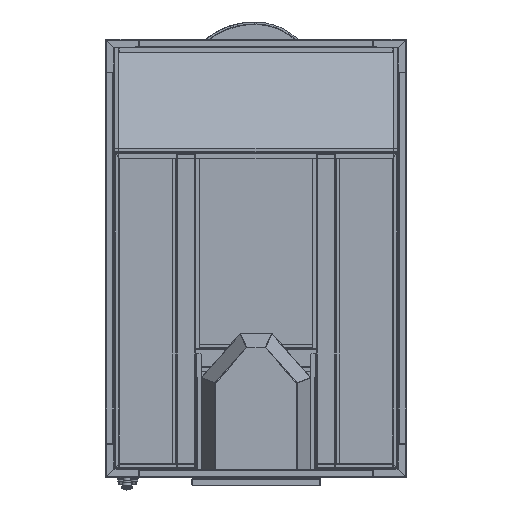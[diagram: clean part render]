
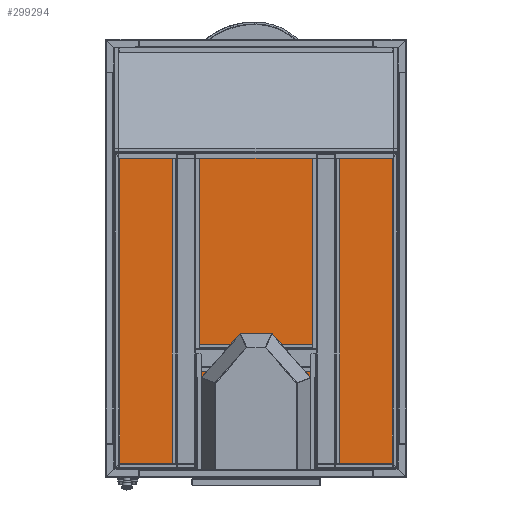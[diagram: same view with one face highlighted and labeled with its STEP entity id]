
A CAD part, front view. The second image highlights one B-rep face of the part: STEP entity #299294.
In plain terms, the highlighted free-form (B-spline) face has degree [1, 1] with [2, 2] control points.
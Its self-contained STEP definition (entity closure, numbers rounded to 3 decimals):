
#297009 = VERTEX_POINT('',#297010);
#297010 = CARTESIAN_POINT('',(-114.977,127.685,
    160.832));
#297017 = EDGE_CURVE('',#297018,#297009,#297020,.T.);
#297018 = VERTEX_POINT('',#297019);
#297019 = CARTESIAN_POINT('',(-151.286,127.685,
    197.141));
#297020 = ( BOUNDED_CURVE() B_SPLINE_CURVE(2,(#297021,#297022,#297023),
.UNSPECIFIED.,.F.,.F.) B_SPLINE_CURVE_WITH_KNOTS((3,3),(5.498,
7.069),.PIECEWISE_BEZIER_KNOTS.) CURVE() 
GEOMETRIC_REPRESENTATION_ITEM() RATIONAL_B_SPLINE_CURVE((1.,
0.707,1.)) REPRESENTATION_ITEM('') );
#297021 = CARTESIAN_POINT('',(-151.286,127.685,
    197.141));
#297022 = CARTESIAN_POINT('',(-151.286,127.685,
    160.832));
#297023 = CARTESIAN_POINT('',(-114.977,127.685,
    160.832));
#297057 = VERTEX_POINT('',#297058);
#297058 = CARTESIAN_POINT('',(-151.286,127.685,
    306.067));
#297063 = EDGE_CURVE('',#297018,#297057,#297064,.T.);
#297064 = B_SPLINE_CURVE_WITH_KNOTS('',1,(#297065,#297066),
  .UNSPECIFIED.,.F.,.F.,(2,2),(-283.75,-193.75),
  .PIECEWISE_BEZIER_KNOTS.);
#297065 = CARTESIAN_POINT('',(-151.286,127.685,
    197.141));
#297066 = CARTESIAN_POINT('',(-151.286,127.685,
    306.067));
#297077 = VERTEX_POINT('',#297078);
#297078 = CARTESIAN_POINT('',(151.286,127.685,
    197.141));
#297085 = EDGE_CURVE('',#297086,#297077,#297088,.T.);
#297086 = VERTEX_POINT('',#297087);
#297087 = CARTESIAN_POINT('',(114.977,127.685,
    160.832));
#297088 = ( BOUNDED_CURVE() B_SPLINE_CURVE(2,(#297089,#297090,#297091),
.UNSPECIFIED.,.F.,.F.) B_SPLINE_CURVE_WITH_KNOTS((3,3),(5.498,
7.069),.PIECEWISE_BEZIER_KNOTS.) CURVE() 
GEOMETRIC_REPRESENTATION_ITEM() RATIONAL_B_SPLINE_CURVE((1.,
0.707,1.)) REPRESENTATION_ITEM('') );
#297089 = CARTESIAN_POINT('',(114.977,127.685,
    160.832));
#297090 = CARTESIAN_POINT('',(151.286,127.685,
    160.832));
#297091 = CARTESIAN_POINT('',(151.286,127.685,
    197.141));
#297117 = EDGE_CURVE('',#297086,#297009,#297118,.T.);
#297118 = B_SPLINE_CURVE_WITH_KNOTS('',1,(#297119,#297120),
  .UNSPECIFIED.,.F.,.F.,(2,2),(-157.5,32.5),.PIECEWISE_BEZIER_KNOTS.);
#297119 = CARTESIAN_POINT('',(114.977,127.685,
    160.832));
#297120 = CARTESIAN_POINT('',(-114.977,127.685,
    160.832));
#297137 = VERTEX_POINT('',#297138);
#297138 = CARTESIAN_POINT('',(114.977,127.685,
    342.375));
#297145 = EDGE_CURVE('',#297146,#297137,#297148,.T.);
#297146 = VERTEX_POINT('',#297147);
#297147 = CARTESIAN_POINT('',(151.286,127.685,
    306.067));
#297148 = ( BOUNDED_CURVE() B_SPLINE_CURVE(2,(#297149,#297150,#297151),
.UNSPECIFIED.,.F.,.F.) B_SPLINE_CURVE_WITH_KNOTS((3,3),(5.498,
7.069),.PIECEWISE_BEZIER_KNOTS.) CURVE() 
GEOMETRIC_REPRESENTATION_ITEM() RATIONAL_B_SPLINE_CURVE((1.,
0.707,1.)) REPRESENTATION_ITEM('') );
#297149 = CARTESIAN_POINT('',(151.286,127.685,
    306.067));
#297150 = CARTESIAN_POINT('',(151.286,127.685,
    342.375));
#297151 = CARTESIAN_POINT('',(114.977,127.685,
    342.375));
#297177 = EDGE_CURVE('',#297146,#297077,#297178,.T.);
#297178 = B_SPLINE_CURVE_WITH_KNOTS('',1,(#297179,#297180),
  .UNSPECIFIED.,.F.,.F.,(2,2),(118.75,208.75),.PIECEWISE_BEZIER_KNOTS.);
#297179 = CARTESIAN_POINT('',(151.286,127.685,
    306.067));
#297180 = CARTESIAN_POINT('',(151.286,127.685,
    197.141));
#297197 = EDGE_CURVE('',#297198,#297057,#297200,.T.);
#297198 = VERTEX_POINT('',#297199);
#297199 = CARTESIAN_POINT('',(-114.977,127.685,
    342.375));
#297200 = ( BOUNDED_CURVE() B_SPLINE_CURVE(2,(#297201,#297202,#297203),
.UNSPECIFIED.,.F.,.F.) B_SPLINE_CURVE_WITH_KNOTS((3,3),(5.498,
7.069),.PIECEWISE_BEZIER_KNOTS.) CURVE() 
GEOMETRIC_REPRESENTATION_ITEM() RATIONAL_B_SPLINE_CURVE((1.,
0.707,1.)) REPRESENTATION_ITEM('') );
#297201 = CARTESIAN_POINT('',(-114.977,127.685,
    342.375));
#297202 = CARTESIAN_POINT('',(-151.286,127.685,
    342.375));
#297203 = CARTESIAN_POINT('',(-151.286,127.685,
    306.067));
#297229 = EDGE_CURVE('',#297198,#297137,#297230,.T.);
#297230 = B_SPLINE_CURVE_WITH_KNOTS('',1,(#297231,#297232),
  .UNSPECIFIED.,.F.,.F.,(2,2),(-157.5,32.5),.PIECEWISE_BEZIER_KNOTS.);
#297231 = CARTESIAN_POINT('',(-114.977,127.685,
    342.375));
#297232 = CARTESIAN_POINT('',(114.977,127.685,
    342.375));
#298665 = VERTEX_POINT('',#298666);
#298666 = CARTESIAN_POINT('',(-623.297,127.685,
    43.862));
#298709 = VERTEX_POINT('',#298710);
#298710 = CARTESIAN_POINT('',(-623.297,127.685,
    1433.625));
#298746 = EDGE_CURVE('',#298709,#298665,#298747,.T.);
#298747 = B_SPLINE_CURVE_WITH_KNOTS('',1,(#298748,#298749),
  .UNSPECIFIED.,.F.,.F.,(2,2),(-861.396,286.896),
  .PIECEWISE_BEZIER_KNOTS.);
#298748 = CARTESIAN_POINT('',(-623.297,127.685,
    1433.625));
#298749 = CARTESIAN_POINT('',(-623.297,127.685,
    43.862));
#298824 = VERTEX_POINT('',#298825);
#298825 = CARTESIAN_POINT('',(622.869,127.685,
    43.435));
#298868 = VERTEX_POINT('',#298869);
#298869 = CARTESIAN_POINT('',(-622.869,127.685,
    43.435));
#298905 = EDGE_CURVE('',#298868,#298824,#298906,.T.);
#298906 = B_SPLINE_CURVE_WITH_KNOTS('',1,(#298907,#298908),
  .UNSPECIFIED.,.F.,.F.,(2,2),(-772.146,257.146),
  .PIECEWISE_BEZIER_KNOTS.);
#298907 = CARTESIAN_POINT('',(-622.869,127.685,
    43.435));
#298908 = CARTESIAN_POINT('',(622.869,127.685,
    43.435));
#298983 = VERTEX_POINT('',#298984);
#298984 = CARTESIAN_POINT('',(623.297,127.685,
    1433.625));
#299027 = VERTEX_POINT('',#299028);
#299028 = CARTESIAN_POINT('',(623.297,127.685,
    43.862));
#299064 = EDGE_CURVE('',#299027,#298983,#299065,.T.);
#299065 = B_SPLINE_CURVE_WITH_KNOTS('',1,(#299066,#299067),
  .UNSPECIFIED.,.F.,.F.,(2,2),(-861.396,286.896),
  .PIECEWISE_BEZIER_KNOTS.);
#299066 = CARTESIAN_POINT('',(623.297,127.685,
    43.862));
#299067 = CARTESIAN_POINT('',(623.297,127.685,
    1433.625));
#299142 = VERTEX_POINT('',#299143);
#299143 = CARTESIAN_POINT('',(-622.869,127.685,
    1434.053));
#299186 = VERTEX_POINT('',#299187);
#299187 = CARTESIAN_POINT('',(622.869,127.685,
    1434.053));
#299223 = EDGE_CURVE('',#299186,#299142,#299224,.T.);
#299224 = B_SPLINE_CURVE_WITH_KNOTS('',1,(#299225,#299226),
  .UNSPECIFIED.,.F.,.F.,(2,2),(-772.146,257.146),
  .PIECEWISE_BEZIER_KNOTS.);
#299225 = CARTESIAN_POINT('',(622.869,127.685,
    1434.053));
#299226 = CARTESIAN_POINT('',(-622.869,127.685,
    1434.053));
#299284 = EDGE_CURVE('',#298665,#298868,#299285,.T.);
#299285 = B_SPLINE_CURVE_WITH_KNOTS('',1,(#299286,#299287),
  .UNSPECIFIED.,.F.,.F.,(2,2),(20.661,21.161),
  .PIECEWISE_BEZIER_KNOTS.);
#299286 = CARTESIAN_POINT('',(-623.297,127.685,
    43.862));
#299287 = CARTESIAN_POINT('',(-622.869,127.685,
    43.435));
#299294 = ADVANCED_FACE('',(#299295,#299317),#299327,.T.);
#299295 = FACE_BOUND('',#299296,.T.);
#299296 = EDGE_LOOP('',(#299297,#299298,#299299,#299300,#299305,#299306,
    #299311,#299312));
#299297 = ORIENTED_EDGE('',*,*,#298746,.T.);
#299298 = ORIENTED_EDGE('',*,*,#299284,.T.);
#299299 = ORIENTED_EDGE('',*,*,#298905,.T.);
#299300 = ORIENTED_EDGE('',*,*,#299301,.T.);
#299301 = EDGE_CURVE('',#298824,#299027,#299302,.T.);
#299302 = B_SPLINE_CURVE_WITH_KNOTS('',1,(#299303,#299304),
  .UNSPECIFIED.,.F.,.F.,(2,2),(-21.411,-20.911),
  .PIECEWISE_BEZIER_KNOTS.);
#299303 = CARTESIAN_POINT('',(622.869,127.685,
    43.435));
#299304 = CARTESIAN_POINT('',(623.297,127.685,
    43.862));
#299305 = ORIENTED_EDGE('',*,*,#299064,.T.);
#299306 = ORIENTED_EDGE('',*,*,#299307,.T.);
#299307 = EDGE_CURVE('',#298983,#299186,#299308,.T.);
#299308 = B_SPLINE_CURVE_WITH_KNOTS('',1,(#299309,#299310),
  .UNSPECIFIED.,.F.,.F.,(2,2),(20.661,21.161),
  .PIECEWISE_BEZIER_KNOTS.);
#299309 = CARTESIAN_POINT('',(623.297,127.685,
    1433.625));
#299310 = CARTESIAN_POINT('',(622.869,127.685,
    1434.053));
#299311 = ORIENTED_EDGE('',*,*,#299223,.T.);
#299312 = ORIENTED_EDGE('',*,*,#299313,.T.);
#299313 = EDGE_CURVE('',#299142,#298709,#299314,.T.);
#299314 = B_SPLINE_CURVE_WITH_KNOTS('',1,(#299315,#299316),
  .UNSPECIFIED.,.F.,.F.,(2,2),(-21.411,-20.911),
  .PIECEWISE_BEZIER_KNOTS.);
#299315 = CARTESIAN_POINT('',(-622.869,127.685,
    1434.053));
#299316 = CARTESIAN_POINT('',(-623.297,127.685,
    1433.625));
#299317 = FACE_BOUND('',#299318,.T.);
#299318 = EDGE_LOOP('',(#299319,#299320,#299321,#299322,#299323,#299324,
    #299325,#299326));
#299319 = ORIENTED_EDGE('',*,*,#297063,.T.);
#299320 = ORIENTED_EDGE('',*,*,#297197,.F.);
#299321 = ORIENTED_EDGE('',*,*,#297229,.T.);
#299322 = ORIENTED_EDGE('',*,*,#297145,.F.);
#299323 = ORIENTED_EDGE('',*,*,#297177,.T.);
#299324 = ORIENTED_EDGE('',*,*,#297085,.F.);
#299325 = ORIENTED_EDGE('',*,*,#297117,.T.);
#299326 = ORIENTED_EDGE('',*,*,#297017,.F.);
#299327 = B_SPLINE_SURFACE_WITH_KNOTS('',1,1,(
    (#299328,#299329)
    ,(#299330,#299331
    )),.UNSPECIFIED.,.F.,.F.,.F.,(2,2),(2,2),(-574.5,574.5),(-515.,515.)
  ,.PIECEWISE_BEZIER_KNOTS.);
#299328 = CARTESIAN_POINT('',(623.297,127.685,
    43.435));
#299329 = CARTESIAN_POINT('',(-623.297,127.685,
    43.435));
#299330 = CARTESIAN_POINT('',(623.297,127.685,
    1434.053));
#299331 = CARTESIAN_POINT('',(-623.297,127.685,
    1434.053));
